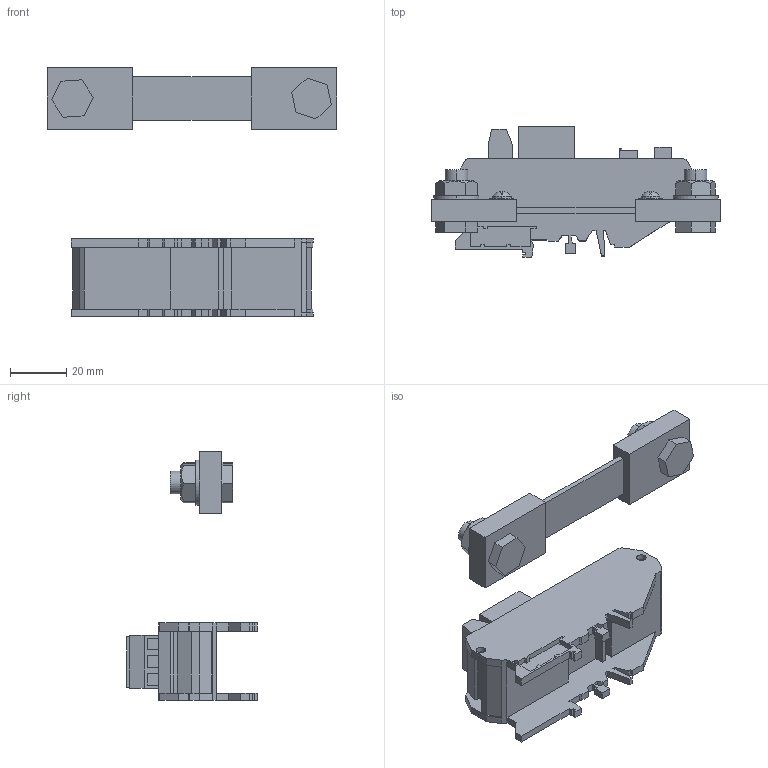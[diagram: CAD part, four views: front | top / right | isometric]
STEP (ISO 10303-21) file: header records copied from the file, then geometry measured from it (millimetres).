
FILE_DESCRIPTION (( 'STEP AP214' ), '1' );
FILE_NAME ('SRCN-C413-2_3D.step', '2023-09-13T23:36:52', ( '' ), ( '' ), 'SwSTEP 2.0', 'SolidWorks 2022', '' );
FILE_SCHEMA (( 'AUTOMOTIVE_DESIGN' ));
Length unit declared in the file: inch
Products named in the file (1): SRCN-C413-2_3D
Bounding box: 103 x 46.53 x 88.48 mm (x, y, z)
Volume: 45384.9 mm3; surface area: 29290.4 mm2
Topology: 2 solids, 2 shells, 499 faces, 1344 edges, 894 vertices
Faces by surface type: plane 436, cylinder 57, cone 4, sphere 2
Entity records: 18914 total; most frequent: CARTESIAN_POINT 2864, ORIENTED_EDGE 2680, DIRECTION 2472, EDGE_CURVE 1340, LINE 1176, VECTOR 1176, VERTEX_POINT 892, AXIS2_PLACEMENT_3D 648
